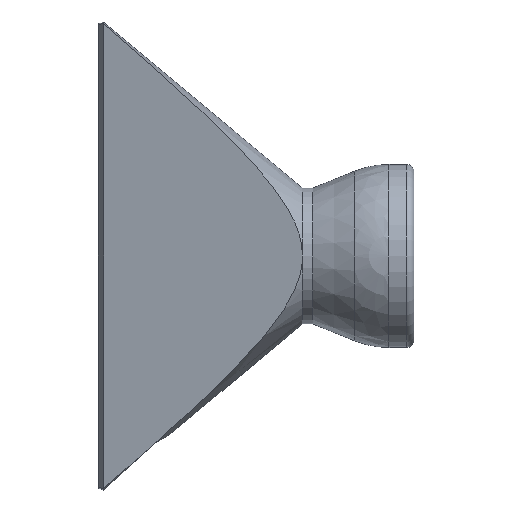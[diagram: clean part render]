
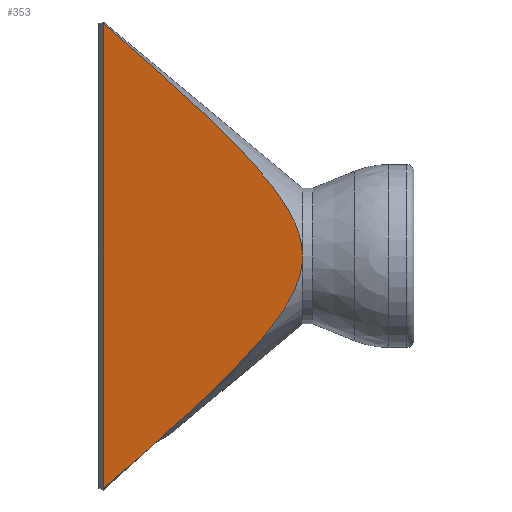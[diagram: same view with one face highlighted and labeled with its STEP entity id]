
A CAD part, front view. The second image highlights one B-rep face of the part: STEP entity #353.
In plain terms, the highlighted planar face has unit normal (-0.209, -0.978, 0).
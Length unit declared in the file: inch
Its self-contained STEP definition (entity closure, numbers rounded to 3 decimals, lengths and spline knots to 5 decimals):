
#37 = VERTEX_POINT ( 'NONE', #438 ) ;
#43 = EDGE_CURVE ( 'NONE', #379, #37, #465, .T. ) ;
#244 = EDGE_CURVE ( 'NONE', #245, #379, #1004, .T. ) ;
#245 = VERTEX_POINT ( 'NONE', #1003 ) ;
#353 = ADVANCED_FACE ( 'NONE', ( #1166 ), #1165, .F. ) ;
#354 = EDGE_LOOP ( 'NONE', ( #355, #357, #358 ) ) ;
#355 = ORIENTED_EDGE ( 'NONE', *, *, #356, .T. ) ;
#356 = EDGE_CURVE ( 'NONE', #37, #245, #1160, .T. ) ;
#357 = ORIENTED_EDGE ( 'NONE', *, *, #244, .T. ) ;
#358 = ORIENTED_EDGE ( 'NONE', *, *, #43, .T. ) ;
#379 = VERTEX_POINT ( 'NONE', #1199 ) ;
#438 = CARTESIAN_POINT ( 'NONE',  ( -2.07705, -0.16968, 1.55524 ) ) ;
#465 = B_SPLINE_CURVE_WITH_KNOTS ( 'NONE', 3,
 ( #466, #528, #527, #526, #525, #524, #523, #522, #521, #520, #519, #518, #517, #516, #515, #514, #513, #512, #511, #510, #509, #508, #507, #506, #505, #504 ),
 .UNSPECIFIED., .F., .F.,
 ( 4, 2, 2, 2, 2, 2, 2, 2, 2, 2, 2, 2, 4 ),
 ( 0.05348, 0.0568, 0.05763, 0.05846, 0.06012, 0.06344, 0.06676, 0.07008, 0.0734, 0.08003, 0.08667, 0.09331, 0.10658 ),
 .UNSPECIFIED. ) ;
#466 = CARTESIAN_POINT ( 'NONE',  ( -0.746, -0.4545, 0. ) ) ;
#504 = CARTESIAN_POINT ( 'NONE',  ( -2.07705, -0.16968, 1.55524 ) ) ;
#505 = CARTESIAN_POINT ( 'NONE',  ( -1.94573, -0.19778, 1.44202 ) ) ;
#506 = CARTESIAN_POINT ( 'NONE',  ( -1.81513, -0.22573, 1.32797 ) ) ;
#507 = CARTESIAN_POINT ( 'NONE',  ( -1.62144, -0.26717, 1.15429 ) ) ;
#508 = CARTESIAN_POINT ( 'NONE',  ( -1.55725, -0.28091, 1.09596 ) ) ;
#509 = CARTESIAN_POINT ( 'NONE',  ( -1.43003, -0.30813, 0.97794 ) ) ;
#510 = CARTESIAN_POINT ( 'NONE',  ( -1.36702, -0.32162, 0.91829 ) ) ;
#511 = CARTESIAN_POINT ( 'NONE',  ( -1.24312, -0.34813, 0.79702 ) ) ;
#512 = CARTESIAN_POINT ( 'NONE',  ( -1.18219, -0.36116, 0.73541 ) ) ;
#513 = CARTESIAN_POINT ( 'NONE',  ( -1.09359, -0.38012, 0.64032 ) ) ;
#514 = CARTESIAN_POINT ( 'NONE',  ( -1.06453, -0.38634, 0.60817 ) ) ;
#515 = CARTESIAN_POINT ( 'NONE',  ( -1.00776, -0.39849, 0.54259 ) ) ;
#516 = CARTESIAN_POINT ( 'NONE',  ( -0.98005, -0.40442, 0.50915 ) ) ;
#517 = CARTESIAN_POINT ( 'NONE',  ( -0.9266, -0.41585, 0.44038 ) ) ;
#518 = CARTESIAN_POINT ( 'NONE',  ( -0.90087, -0.42136, 0.40506 ) ) ;
#519 = CARTESIAN_POINT ( 'NONE',  ( -0.85254, -0.4317, 0.3314 ) ) ;
#520 = CARTESIAN_POINT ( 'NONE',  ( -0.83021, -0.43648, 0.29347 ) ) ;
#521 = CARTESIAN_POINT ( 'NONE',  ( -0.80127, -0.44267, 0.23442 ) ) ;
#522 = CARTESIAN_POINT ( 'NONE',  ( -0.79237, -0.44458, 0.21436 ) ) ;
#523 = CARTESIAN_POINT ( 'NONE',  ( -0.78046, -0.44713, 0.18356 ) ) ;
#524 = CARTESIAN_POINT ( 'NONE',  ( -0.77673, -0.44792, 0.17317 ) ) ;
#525 = CARTESIAN_POINT ( 'NONE',  ( -0.7698, -0.44941, 0.15212 ) ) ;
#526 = CARTESIAN_POINT ( 'NONE',  ( -0.76659, -0.45009, 0.14143 ) ) ;
#527 = CARTESIAN_POINT ( 'NONE',  ( -0.75221, -0.45317, 0.08775 ) ) ;
#528 = CARTESIAN_POINT ( 'NONE',  ( -0.746, -0.4545, 0.04422 ) ) ;
#998 = CARTESIAN_POINT ( 'NONE',  ( -1.43052, -0.30803, -0.97839 ) ) ;
#999 = CARTESIAN_POINT ( 'NONE',  ( -1.55761, -0.28083, -1.09628 ) ) ;
#1000 = CARTESIAN_POINT ( 'NONE',  ( -1.62174, -0.26711, -1.15456 ) ) ;
#1001 = CARTESIAN_POINT ( 'NONE',  ( -1.81528, -0.2257, -1.32809 ) ) ;
#1002 = CARTESIAN_POINT ( 'NONE',  ( -1.9458, -0.19777, -1.44208 ) ) ;
#1003 = CARTESIAN_POINT ( 'NONE',  ( -2.07705, -0.16968, -1.55524 ) ) ;
#1004 = B_SPLINE_CURVE_WITH_KNOTS ( 'NONE', 3,
 ( #1005, #1002, #1001, #1000, #999, #998, #1053, #1052, #1051, #1050, #1049, #1048, #1047, #1046, #1045, #1044, #1043, #1042, #1041, #1040, #1039, #1038, #1037, #1036, #1035, #1034, #1033, #1032, #1031, #1030 ),
 .UNSPECIFIED., .F., .F.,
 ( 4, 2, 2, 2, 2, 2, 2, 2, 2, 2, 2, 2, 2, 2, 4 ),
 ( 0., 0.01337, 0.02006, 0.02674, 0.03008, 0.03343, 0.03677, 0.04011, 0.04345, 0.0468, 0.04763, 0.04847, 0.05014, 0.05181, 0.05348 ),
 .UNSPECIFIED. ) ;
#1005 = CARTESIAN_POINT ( 'NONE',  ( -2.07705, -0.16968, -1.55524 ) ) ;
#1030 = CARTESIAN_POINT ( 'NONE',  ( -0.746, -0.4545, 0. ) ) ;
#1031 = CARTESIAN_POINT ( 'NONE',  ( -0.746, -0.4545, -0.02227 ) ) ;
#1032 = CARTESIAN_POINT ( 'NONE',  ( -0.74761, -0.45416, -0.04488 ) ) ;
#1033 = CARTESIAN_POINT ( 'NONE',  ( -0.75379, -0.45283, -0.08914 ) ) ;
#1034 = CARTESIAN_POINT ( 'NONE',  ( -0.75834, -0.45186, -0.11088 ) ) ;
#1035 = CARTESIAN_POINT ( 'NONE',  ( -0.76995, -0.44938, -0.15369 ) ) ;
#1036 = CARTESIAN_POINT ( 'NONE',  ( -0.777, -0.44787, -0.17476 ) ) ;
#1037 = CARTESIAN_POINT ( 'NONE',  ( -0.78916, -0.44527, -0.20595 ) ) ;
#1038 = CARTESIAN_POINT ( 'NONE',  ( -0.79348, -0.44434, -0.2163 ) ) ;
#1039 = CARTESIAN_POINT ( 'NONE',  ( -0.80252, -0.44241, -0.23665 ) ) ;
#1040 = CARTESIAN_POINT ( 'NONE',  ( -0.80723, -0.4414, -0.24667 ) ) ;
#1041 = CARTESIAN_POINT ( 'NONE',  ( -0.83166, -0.43617, -0.29611 ) ) ;
#1042 = CARTESIAN_POINT ( 'NONE',  ( -0.8539, -0.43141, -0.33358 ) ) ;
#1043 = CARTESIAN_POINT ( 'NONE',  ( -0.90158, -0.42121, -0.40604 ) ) ;
#1044 = CARTESIAN_POINT ( 'NONE',  ( -0.92707, -0.41576, -0.441 ) ) ;
#1045 = CARTESIAN_POINT ( 'NONE',  ( -0.98015, -0.4044, -0.50928 ) ) ;
#1046 = CARTESIAN_POINT ( 'NONE',  ( -1.00777, -0.39849, -0.54259 ) ) ;
#1047 = CARTESIAN_POINT ( 'NONE',  ( -1.06445, -0.38636, -0.60808 ) ) ;
#1048 = CARTESIAN_POINT ( 'NONE',  ( -1.09353, -0.38014, -0.64026 ) ) ;
#1049 = CARTESIAN_POINT ( 'NONE',  ( -1.15274, -0.36747, -0.7038 ) ) ;
#1050 = CARTESIAN_POINT ( 'NONE',  ( -1.18288, -0.36102, -0.73518 ) ) ;
#1051 = CARTESIAN_POINT ( 'NONE',  ( -1.24376, -0.34799, -0.79715 ) ) ;
#1052 = CARTESIAN_POINT ( 'NONE',  ( -1.27453, -0.34141, -0.82777 ) ) ;
#1053 = CARTESIAN_POINT ( 'NONE',  ( -1.36755, -0.3215, -0.9188 ) ) ;
#1157 = DIRECTION ( 'NONE',  ( 0., 0., -1. ) ) ;
#1158 = VECTOR ( 'NONE', #1157, 39.37008 ) ;
#1159 = CARTESIAN_POINT ( 'NONE',  ( -2.07705, -0.16968, 5.87853 ) ) ;
#1160 = LINE ( 'NONE', #1159, #1158 ) ;
#1161 = DIRECTION ( 'NONE',  ( -0.978, 0.209, 0. ) ) ;
#1162 = DIRECTION ( 'NONE',  ( 0.209, 0.978, 0. ) ) ;
#1163 = CARTESIAN_POINT ( 'NONE',  ( -2.07705, -0.16968, 5.87853 ) ) ;
#1164 = AXIS2_PLACEMENT_3D ( 'NONE', #1163, #1162, #1161 ) ;
#1165 = PLANE ( 'NONE',  #1164 ) ;
#1166 = FACE_OUTER_BOUND ( 'NONE', #354, .T. ) ;
#1199 = CARTESIAN_POINT ( 'NONE',  ( -0.746, -0.4545, 0. ) ) ;
